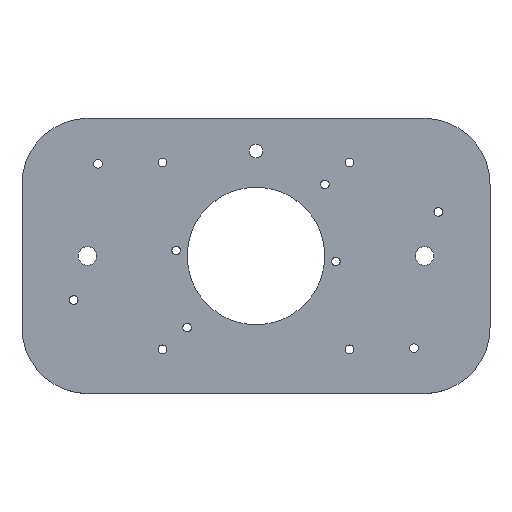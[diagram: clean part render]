
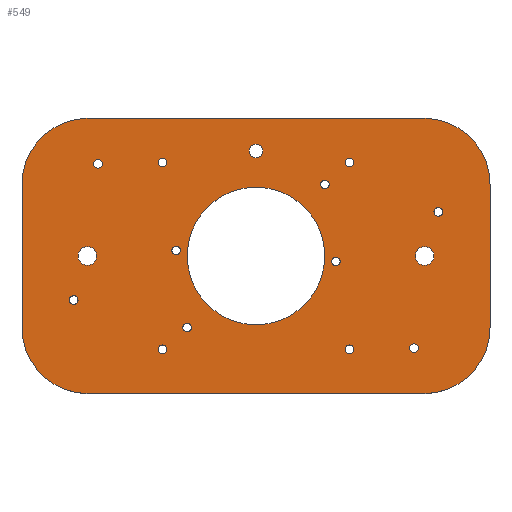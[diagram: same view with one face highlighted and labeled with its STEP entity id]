
A CAD part, top view. The second image highlights one B-rep face of the part: STEP entity #549.
In plain terms, the highlighted planar face has unit normal (0, 0, 1).
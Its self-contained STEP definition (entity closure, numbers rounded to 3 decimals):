
#15=FACE_BOUND('',#104,.T.);
#16=FACE_BOUND('',#105,.T.);
#17=FACE_BOUND('',#106,.T.);
#18=FACE_BOUND('',#107,.T.);
#19=FACE_BOUND('',#108,.T.);
#20=FACE_BOUND('',#109,.T.);
#21=FACE_BOUND('',#110,.T.);
#22=FACE_BOUND('',#111,.T.);
#23=FACE_BOUND('',#112,.T.);
#24=FACE_BOUND('',#113,.T.);
#25=FACE_BOUND('',#114,.T.);
#26=FACE_BOUND('',#115,.T.);
#27=FACE_BOUND('',#116,.T.);
#28=FACE_BOUND('',#117,.T.);
#29=FACE_BOUND('',#118,.T.);
#30=FACE_BOUND('',#119,.T.);
#51=PLANE('',#638);
#77=FACE_OUTER_BOUND('',#103,.T.);
#103=EDGE_LOOP('',(#457,#458,#459,#460,#461,#462,#463,#464));
#104=EDGE_LOOP('',(#465));
#105=EDGE_LOOP('',(#466));
#106=EDGE_LOOP('',(#467));
#107=EDGE_LOOP('',(#468));
#108=EDGE_LOOP('',(#469));
#109=EDGE_LOOP('',(#470));
#110=EDGE_LOOP('',(#471));
#111=EDGE_LOOP('',(#472));
#112=EDGE_LOOP('',(#473));
#113=EDGE_LOOP('',(#474));
#114=EDGE_LOOP('',(#475));
#115=EDGE_LOOP('',(#476));
#116=EDGE_LOOP('',(#477));
#117=EDGE_LOOP('',(#478));
#118=EDGE_LOOP('',(#479));
#119=EDGE_LOOP('',(#480));
#153=LINE('',#906,#185);
#158=LINE('',#920,#190);
#162=LINE('',#932,#194);
#166=LINE('',#944,#198);
#185=VECTOR('',#756,10.);
#190=VECTOR('',#769,10.);
#194=VECTOR('',#781,10.);
#198=VECTOR('',#793,10.);
#202=CIRCLE('',#576,0.784);
#204=CIRCLE('',#579,0.784);
#206=CIRCLE('',#582,0.784);
#208=CIRCLE('',#585,0.784);
#210=CIRCLE('',#588,0.784);
#212=CIRCLE('',#591,0.784);
#214=CIRCLE('',#594,0.784);
#216=CIRCLE('',#597,0.784);
#217=CIRCLE('',#599,12.5);
#219=CIRCLE('',#602,0.784);
#221=CIRCLE('',#605,0.784);
#223=CIRCLE('',#608,0.784);
#225=CIRCLE('',#611,0.784);
#227=CIRCLE('',#614,1.23);
#229=CIRCLE('',#617,1.7);
#231=CIRCLE('',#620,1.7);
#233=CIRCLE('',#624,12.);
#235=CIRCLE('',#628,12.);
#237=CIRCLE('',#632,12.);
#239=CIRCLE('',#636,12.);
#242=VERTEX_POINT('',#810);
#244=VERTEX_POINT('',#816);
#246=VERTEX_POINT('',#822);
#248=VERTEX_POINT('',#828);
#250=VERTEX_POINT('',#834);
#252=VERTEX_POINT('',#840);
#254=VERTEX_POINT('',#846);
#256=VERTEX_POINT('',#852);
#257=VERTEX_POINT('',#856);
#259=VERTEX_POINT('',#862);
#261=VERTEX_POINT('',#868);
#263=VERTEX_POINT('',#874);
#265=VERTEX_POINT('',#880);
#267=VERTEX_POINT('',#886);
#269=VERTEX_POINT('',#892);
#271=VERTEX_POINT('',#898);
#273=VERTEX_POINT('',#904);
#274=VERTEX_POINT('',#905);
#277=VERTEX_POINT('',#913);
#279=VERTEX_POINT('',#919);
#281=VERTEX_POINT('',#925);
#283=VERTEX_POINT('',#931);
#285=VERTEX_POINT('',#937);
#287=VERTEX_POINT('',#943);
#291=EDGE_CURVE('',#242,#242,#202,.T.);
#294=EDGE_CURVE('',#244,#244,#204,.T.);
#297=EDGE_CURVE('',#246,#246,#206,.T.);
#300=EDGE_CURVE('',#248,#248,#208,.T.);
#303=EDGE_CURVE('',#250,#250,#210,.T.);
#306=EDGE_CURVE('',#252,#252,#212,.T.);
#309=EDGE_CURVE('',#254,#254,#214,.T.);
#312=EDGE_CURVE('',#256,#256,#216,.T.);
#313=EDGE_CURVE('',#257,#257,#217,.T.);
#316=EDGE_CURVE('',#259,#259,#219,.T.);
#319=EDGE_CURVE('',#261,#261,#221,.T.);
#322=EDGE_CURVE('',#263,#263,#223,.T.);
#325=EDGE_CURVE('',#265,#265,#225,.T.);
#328=EDGE_CURVE('',#267,#267,#227,.T.);
#331=EDGE_CURVE('',#269,#269,#229,.T.);
#334=EDGE_CURVE('',#271,#271,#231,.T.);
#337=EDGE_CURVE('',#273,#274,#153,.T.);
#341=EDGE_CURVE('',#274,#277,#233,.T.);
#344=EDGE_CURVE('',#277,#279,#158,.T.);
#347=EDGE_CURVE('',#279,#281,#235,.T.);
#350=EDGE_CURVE('',#281,#283,#162,.T.);
#353=EDGE_CURVE('',#283,#285,#237,.T.);
#356=EDGE_CURVE('',#285,#287,#166,.T.);
#359=EDGE_CURVE('',#287,#273,#239,.T.);
#457=ORIENTED_EDGE('',*,*,#359,.T.);
#458=ORIENTED_EDGE('',*,*,#337,.T.);
#459=ORIENTED_EDGE('',*,*,#341,.T.);
#460=ORIENTED_EDGE('',*,*,#344,.T.);
#461=ORIENTED_EDGE('',*,*,#347,.T.);
#462=ORIENTED_EDGE('',*,*,#350,.T.);
#463=ORIENTED_EDGE('',*,*,#353,.T.);
#464=ORIENTED_EDGE('',*,*,#356,.T.);
#465=ORIENTED_EDGE('',*,*,#291,.T.);
#466=ORIENTED_EDGE('',*,*,#294,.T.);
#467=ORIENTED_EDGE('',*,*,#297,.T.);
#468=ORIENTED_EDGE('',*,*,#300,.T.);
#469=ORIENTED_EDGE('',*,*,#303,.T.);
#470=ORIENTED_EDGE('',*,*,#306,.T.);
#471=ORIENTED_EDGE('',*,*,#309,.T.);
#472=ORIENTED_EDGE('',*,*,#312,.T.);
#473=ORIENTED_EDGE('',*,*,#313,.T.);
#474=ORIENTED_EDGE('',*,*,#316,.T.);
#475=ORIENTED_EDGE('',*,*,#319,.T.);
#476=ORIENTED_EDGE('',*,*,#322,.T.);
#477=ORIENTED_EDGE('',*,*,#325,.T.);
#478=ORIENTED_EDGE('',*,*,#328,.T.);
#479=ORIENTED_EDGE('',*,*,#331,.T.);
#480=ORIENTED_EDGE('',*,*,#334,.T.);
#549=ADVANCED_FACE('',(#77,#15,#16,#17,#18,#19,#20,#21,#22,#23,#24,#25,
#26,#27,#28,#29,#30),#51,.T.);
#576=AXIS2_PLACEMENT_3D('',#812,#647,#648);
#579=AXIS2_PLACEMENT_3D('',#818,#654,#655);
#582=AXIS2_PLACEMENT_3D('',#824,#661,#662);
#585=AXIS2_PLACEMENT_3D('',#830,#668,#669);
#588=AXIS2_PLACEMENT_3D('',#836,#675,#676);
#591=AXIS2_PLACEMENT_3D('',#842,#682,#683);
#594=AXIS2_PLACEMENT_3D('',#848,#689,#690);
#597=AXIS2_PLACEMENT_3D('',#854,#696,#697);
#599=AXIS2_PLACEMENT_3D('',#857,#700,#701);
#602=AXIS2_PLACEMENT_3D('',#863,#707,#708);
#605=AXIS2_PLACEMENT_3D('',#869,#714,#715);
#608=AXIS2_PLACEMENT_3D('',#875,#721,#722);
#611=AXIS2_PLACEMENT_3D('',#881,#728,#729);
#614=AXIS2_PLACEMENT_3D('',#887,#735,#736);
#617=AXIS2_PLACEMENT_3D('',#893,#742,#743);
#620=AXIS2_PLACEMENT_3D('',#899,#749,#750);
#624=AXIS2_PLACEMENT_3D('',#914,#762,#763);
#628=AXIS2_PLACEMENT_3D('',#926,#774,#775);
#632=AXIS2_PLACEMENT_3D('',#938,#786,#787);
#636=AXIS2_PLACEMENT_3D('',#949,#798,#799);
#638=AXIS2_PLACEMENT_3D('',#951,#802,#803);
#647=DIRECTION('center_axis',(0.,0.,-1.));
#648=DIRECTION('ref_axis',(-1.,0.,0.));
#654=DIRECTION('center_axis',(0.,0.,-1.));
#655=DIRECTION('ref_axis',(-1.,0.,0.));
#661=DIRECTION('center_axis',(0.,0.,-1.));
#662=DIRECTION('ref_axis',(-1.,0.,0.));
#668=DIRECTION('center_axis',(0.,0.,-1.));
#669=DIRECTION('ref_axis',(-1.,0.,0.));
#675=DIRECTION('center_axis',(0.,0.,-1.));
#676=DIRECTION('ref_axis',(-1.,0.,0.));
#682=DIRECTION('center_axis',(0.,0.,-1.));
#683=DIRECTION('ref_axis',(-1.,0.,0.));
#689=DIRECTION('center_axis',(0.,0.,-1.));
#690=DIRECTION('ref_axis',(-1.,0.,0.));
#696=DIRECTION('center_axis',(0.,0.,-1.));
#697=DIRECTION('ref_axis',(-1.,0.,0.));
#700=DIRECTION('center_axis',(0.,0.,-1.));
#701=DIRECTION('ref_axis',(1.,0.,0.));
#707=DIRECTION('center_axis',(0.,0.,-1.));
#708=DIRECTION('ref_axis',(1.,0.,0.));
#714=DIRECTION('center_axis',(0.,0.,-1.));
#715=DIRECTION('ref_axis',(1.,0.,0.));
#721=DIRECTION('center_axis',(0.,0.,-1.));
#722=DIRECTION('ref_axis',(1.,0.,0.));
#728=DIRECTION('center_axis',(0.,0.,-1.));
#729=DIRECTION('ref_axis',(1.,0.,0.));
#735=DIRECTION('center_axis',(0.,0.,-1.));
#736=DIRECTION('ref_axis',(1.,0.,0.));
#742=DIRECTION('center_axis',(0.,0.,-1.));
#743=DIRECTION('ref_axis',(1.,0.,0.));
#749=DIRECTION('center_axis',(0.,0.,-1.));
#750=DIRECTION('ref_axis',(1.,0.,0.));
#756=DIRECTION('',(0.,1.,0.));
#762=DIRECTION('center_axis',(0.,0.,1.));
#763=DIRECTION('ref_axis',(1.,0.,0.));
#769=DIRECTION('',(-1.,0.,0.));
#774=DIRECTION('center_axis',(0.,0.,1.));
#775=DIRECTION('ref_axis',(0.,1.,0.));
#781=DIRECTION('',(0.,-1.,0.));
#786=DIRECTION('center_axis',(0.,0.,1.));
#787=DIRECTION('ref_axis',(-1.,0.,0.));
#793=DIRECTION('',(1.,0.,0.));
#798=DIRECTION('center_axis',(0.,0.,1.));
#799=DIRECTION('ref_axis',(0.,-1.,0.));
#802=DIRECTION('center_axis',(0.,0.,1.));
#803=DIRECTION('ref_axis',(1.,0.,0.));
#810=CARTESIAN_POINT('',(29.484,-16.73,0.));
#812=CARTESIAN_POINT('Origin',(28.7,-16.73,0.));
#816=CARTESIAN_POINT('',(15.284,-1.,0.));
#818=CARTESIAN_POINT('Origin',(14.5,-1.,0.));
#822=CARTESIAN_POINT('',(-11.717,-13.,0.));
#824=CARTESIAN_POINT('Origin',(-12.5,-13.,0.));
#828=CARTESIAN_POINT('',(-32.327,-8.,0.));
#830=CARTESIAN_POINT('Origin',(-33.11,-8.,0.));
#834=CARTESIAN_POINT('',(-13.717,1.,0.));
#836=CARTESIAN_POINT('Origin',(-14.5,1.,0.));
#840=CARTESIAN_POINT('',(-27.917,16.73,0.));
#842=CARTESIAN_POINT('Origin',(-28.7,16.73,0.));
#846=CARTESIAN_POINT('',(13.284,13.,0.));
#848=CARTESIAN_POINT('Origin',(12.5,13.,0.));
#852=CARTESIAN_POINT('',(33.894,8.,0.));
#854=CARTESIAN_POINT('Origin',(33.11,8.,0.));
#856=CARTESIAN_POINT('',(-12.5,0.,0.));
#857=CARTESIAN_POINT('Origin',(0.,0.,0.));
#862=CARTESIAN_POINT('',(-17.734,-16.95,0.));
#863=CARTESIAN_POINT('Origin',(-16.95,-16.95,0.));
#868=CARTESIAN_POINT('',(16.167,-16.95,0.));
#869=CARTESIAN_POINT('Origin',(16.95,-16.95,0.));
#874=CARTESIAN_POINT('',(16.167,16.95,0.));
#875=CARTESIAN_POINT('Origin',(16.95,16.95,0.));
#880=CARTESIAN_POINT('',(-17.734,16.95,0.));
#881=CARTESIAN_POINT('Origin',(-16.95,16.95,0.));
#886=CARTESIAN_POINT('',(-1.23,19.05,0.));
#887=CARTESIAN_POINT('Origin',(0.,19.05,0.));
#892=CARTESIAN_POINT('',(28.925,0.,0.));
#893=CARTESIAN_POINT('Origin',(30.625,0.,0.));
#898=CARTESIAN_POINT('',(-32.325,0.,0.));
#899=CARTESIAN_POINT('Origin',(-30.625,0.,0.));
#904=CARTESIAN_POINT('',(42.5,-13.,0.));
#905=CARTESIAN_POINT('',(42.5,13.,0.));
#906=CARTESIAN_POINT('',(42.5,-13.,0.));
#913=CARTESIAN_POINT('',(30.5,25.,0.));
#914=CARTESIAN_POINT('Origin',(30.5,13.,0.));
#919=CARTESIAN_POINT('',(-30.5,25.,0.));
#920=CARTESIAN_POINT('',(30.5,25.,0.));
#925=CARTESIAN_POINT('',(-42.5,13.,0.));
#926=CARTESIAN_POINT('Origin',(-30.5,13.,0.));
#931=CARTESIAN_POINT('',(-42.5,-13.,0.));
#932=CARTESIAN_POINT('',(-42.5,13.,0.));
#937=CARTESIAN_POINT('',(-30.5,-25.,0.));
#938=CARTESIAN_POINT('Origin',(-30.5,-13.,0.));
#943=CARTESIAN_POINT('',(30.5,-25.,0.));
#944=CARTESIAN_POINT('',(-30.5,-25.,0.));
#949=CARTESIAN_POINT('Origin',(30.5,-13.,0.));
#951=CARTESIAN_POINT('Origin',(0.,0.,0.));
